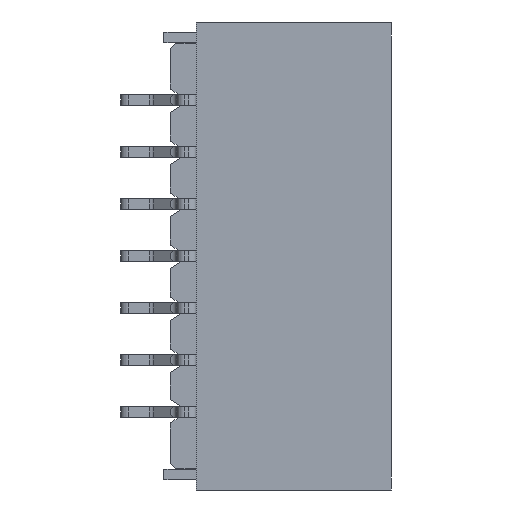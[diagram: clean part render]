
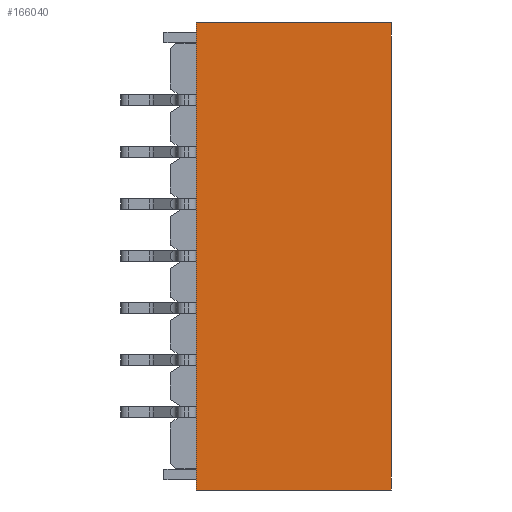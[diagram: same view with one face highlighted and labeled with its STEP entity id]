
A CAD part, left-side view. The second image highlights one B-rep face of the part: STEP entity #166040.
In plain terms, the highlighted planar face has unit normal (-1, 0, 0).
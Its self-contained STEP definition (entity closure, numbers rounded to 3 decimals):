
#47290=CARTESIAN_POINT('',(-73.528,100.213,9.177));
#47300=VERTEX_POINT('',#47290);
#47910=CARTESIAN_POINT('',(-73.528,100.213,0.177));
#47920=VERTEX_POINT('',#47910);
#47950=CARTESIAN_POINT('',(-73.528,100.213,2.927));
#47960=DIRECTION('',(0.,0.,1.));
#47970=VECTOR('',#47960,1.);
#47980=LINE('',#47950,#47970);
#47990=EDGE_CURVE('',#47920,#47300,#47980,.T.);
#80320=CARTESIAN_POINT('',(-73.528,103.963,0.177));
#80330=VERTEX_POINT('',#80320);
#80360=CARTESIAN_POINT('',(-73.528,100.213,0.177));
#80370=DIRECTION('',(0.,1.,0.));
#80380=VECTOR('',#80370,1.);
#80390=LINE('',#80360,#80380);
#80400=EDGE_CURVE('',#47920,#80330,#80390,.T.);
#143740=CARTESIAN_POINT('',(-73.528,103.963,9.177));
#143750=VERTEX_POINT('',#143740);
#143780=CARTESIAN_POINT('',(-73.528,103.963,8.177));
#143790=DIRECTION('',(0.,0.,-1.));
#143800=VECTOR('',#143790,1.);
#143810=LINE('',#143780,#143800);
#143820=EDGE_CURVE('',#143750,#80330,#143810,.T.);
#165880=CARTESIAN_POINT('',(-73.528,100.213,9.427));
#165890=DIRECTION('',(-1.,0.,0.));
#165900=DIRECTION('',(0.,0.,1.));
#165910=AXIS2_PLACEMENT_3D('',#165880,#165890,#165900);
#165920=PLANE('',#165910);
#165930=ORIENTED_EDGE('',*,*,#80400,.F.);
#165940=ORIENTED_EDGE('',*,*,#143820,.T.);
#165950=CARTESIAN_POINT('',(-73.528,100.213,9.177));
#165960=DIRECTION('',(0.,1.,0.));
#165970=VECTOR('',#165960,1.);
#165980=LINE('',#165950,#165970);
#165990=EDGE_CURVE('',#47300,#143750,#165980,.T.);
#166000=ORIENTED_EDGE('',*,*,#165990,.T.);
#166010=ORIENTED_EDGE('',*,*,#47990,.T.);
#166020=EDGE_LOOP('',(#166010,#166000,#165940,#165930));
#166030=FACE_OUTER_BOUND('',#166020,.T.);
#166040=ADVANCED_FACE('',(#166030),#165920,.T.);
